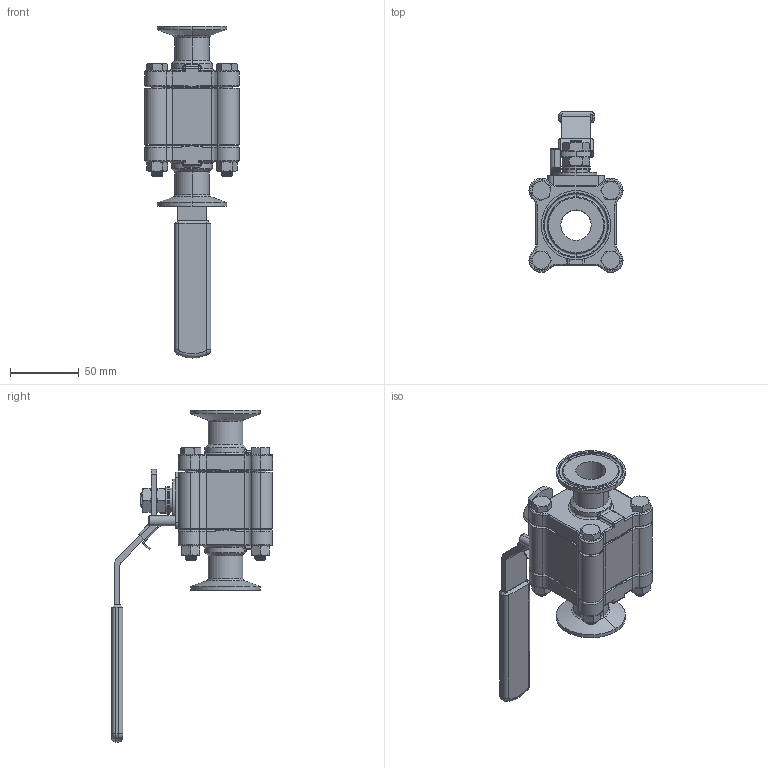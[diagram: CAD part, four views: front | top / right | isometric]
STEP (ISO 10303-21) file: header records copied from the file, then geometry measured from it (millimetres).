
FILE_DESCRIPTION (( 'STEP AP203' ), '1' );
FILE_NAME ('9020-100-TC.STEP', '2017-05-02T18:05:38', ( '' ), ( '' ), 'SwSTEP 2.0', 'SolidWorks 2014', '' );
FILE_SCHEMA (( 'CONFIG_CONTROL_DESIGN' ));
Length unit declared in the file: inch
Products named in the file (1): 9020-100-TC
Bounding box: 68.44 x 117.18 x 241.6 mm (x, y, z)
Volume: 253189.1 mm3; surface area: 115707.6 mm2
Topology: 22 solids, 22 shells, 1554 faces, 4069 edges, 2615 vertices
Faces by surface type: cylinder 605, plane 448, bspline 285, cone 130, torus 86
Entity records: 126443 total; most frequent: CARTESIAN_POINT 92412, ORIENTED_EDGE 8122, DIRECTION 5811, EDGE_CURVE 4061, VERTEX_POINT 2615, AXIS2_PLACEMENT_3D 2060, VECTOR 1691, LINE 1691
